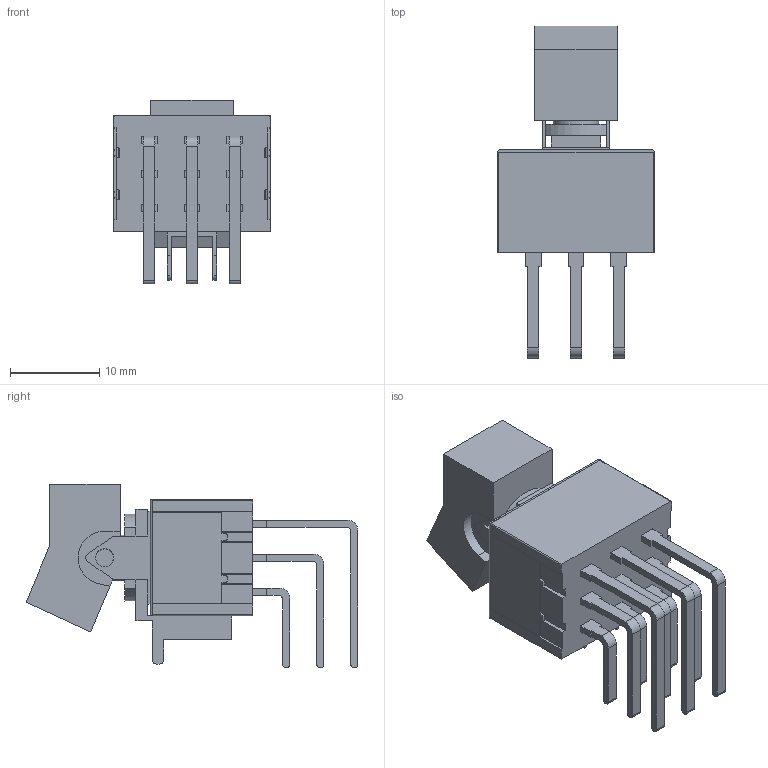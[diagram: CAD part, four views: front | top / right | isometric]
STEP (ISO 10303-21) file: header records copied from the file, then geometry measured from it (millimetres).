
FILE_DESCRIPTION( ( '' ), '1' );
FILE_NAME( 'm2032txw41_da_2_14b.stp', '2010-10-06T01:16:13', ( '' ), ( '' ), ' ', ' ', ' ' );
FILE_SCHEMA( ( 'automotive_design' ) );
Length unit declared in the file: inch
Products named in the file (6): 1; 2; 3; 4; 5; 6
Bounding box: 17.5 x 37.12 x 20.57 mm (x, y, z)
Volume: 4080.4 mm3; surface area: 5087.9 mm2
Topology: 6 solids, 6 shells, 331 faces, 909 edges, 602 vertices
Faces by surface type: plane 258, cylinder 73
Entity records: 20801 total; most frequent: STYLED_ITEM 1848, PRESENTATION_STYLE_ASSIGNMENT 1848, CARTESIAN_POINT 1848, COLOUR_RGB 1848, ORIENTED_EDGE 1818, DIRECTION 1731, EDGE_CURVE 909, CURVE_STYLE 909
